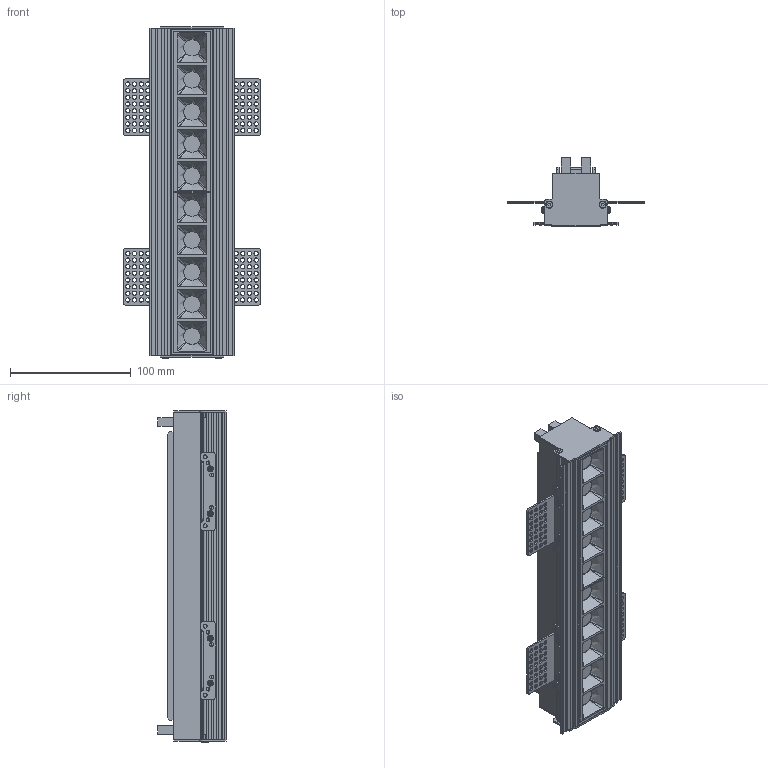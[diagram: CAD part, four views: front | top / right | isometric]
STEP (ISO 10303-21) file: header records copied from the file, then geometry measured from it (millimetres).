
FILE_DESCRIPTION((''),'2;1');
FILE_NAME('ASM0001_ASM','2020-04-01T17:21:47',('Administrator'),(''),'CREO PARAMETRIC BY PTC INC, 2019010','CREO PARAMETRIC BY PTC INC, 2019010','');
FILE_SCHEMA(('CONFIG_CONTROL_DESIGN','SHAPE_APPEARANCE_LAYERS_GROUPS'));
Products named in the file (30): ADMI15C80392X1G6_1_1; ADMI15C80392X1G6_3_1; ADMI15C80392X1G6_5_1; ADMI15C80392X1G6_6_1; ADMI15C80392X1G6_7_1; ADMI15C80392X1G6_11_1; ADMI15C80392X1G6_14_1; ADMI15C80392X1G6_15_1; ADMI15C80392X1G6_16_1; ADMI15C80392X1G6_18_1; ADMI15C80392X1G6_19_1; ADMI15C80392X1G6_22_1; ADMI15C80392X1G6_23_1; ADMI15C80392X1G6_24_1; ADMI15C80392X1G6_25_1; ADMI15C80392X1G6_26_1; ADMI15C80392X1G6_27_1; ADMI15C80392X1G6_28_1; ADMI15C80392X1G6_29_1; ADMI15C80392X1G6_30_1; ADMI15C80392X1G6_31_1; ADMI15C80392X1G6_32_1; ADMI15C80392X1G6_33_1; ADMI15C80392X1G6_34_1; ADMI15C80392X1G6_35_1; ADMI15C80392X1G6_36_1; ADMI15C80392X1G6_ASM_1_ASM; ADMI0ABC9CC7V7HT_7_1; 010180B10_ASM_1_ASM; ASM0001_ASM
Assembly tree (30 placements, depth 4):
  ASM0001_ASM
    010180B10_ASM_1_ASM
      ADMI15C80392X1G6_ASM_1_ASM
        ADMI15C80392X1G6_1_1
        ADMI15C80392X1G6_3_1
        ADMI15C80392X1G6_5_1
        ADMI15C80392X1G6_6_1
        ADMI15C80392X1G6_7_1
        ADMI15C80392X1G6_11_1
        ADMI15C80392X1G6_14_1
        ADMI15C80392X1G6_15_1
        ADMI15C80392X1G6_16_1
        ADMI15C80392X1G6_18_1
        ADMI15C80392X1G6_19_1
        ADMI15C80392X1G6_22_1
        ADMI15C80392X1G6_23_1
        ADMI15C80392X1G6_24_1
        ADMI15C80392X1G6_25_1
        ADMI15C80392X1G6_26_1
        ADMI15C80392X1G6_27_1
        ADMI15C80392X1G6_28_1
        ADMI15C80392X1G6_29_1
        ADMI15C80392X1G6_30_1
        ADMI15C80392X1G6_31_1
        ADMI15C80392X1G6_32_1
        ADMI15C80392X1G6_33_1
        ADMI15C80392X1G6_34_1
        ADMI15C80392X1G6_35_1
        ADMI15C80392X1G6_36_1
      ADMI0ABC9CC7V7HT_7_1  x2
Bounding box: 113.7 x 56.5 x 274.5 mm (x, y, z)
Volume: 374545.3 mm3; surface area: 247304.5 mm2
Topology: 28 solids, 28 shells, 1491 faces, 4111 edges, 2674 vertices
Faces by surface type: plane 709, cylinder 500, cone 106, torus 96, bspline 80
Entity records: 61920 total; most frequent: CARTESIAN_POINT 11199, DIRECTION 7987, ORIENTED_EDGE 7774, EDGE_CURVE 3887, PRESENTATION_STYLE_ASSIGNMENT 3800, STYLED_ITEM 3566, CURVE_STYLE 3540, AXIS2_PLACEMENT_3D 2894
